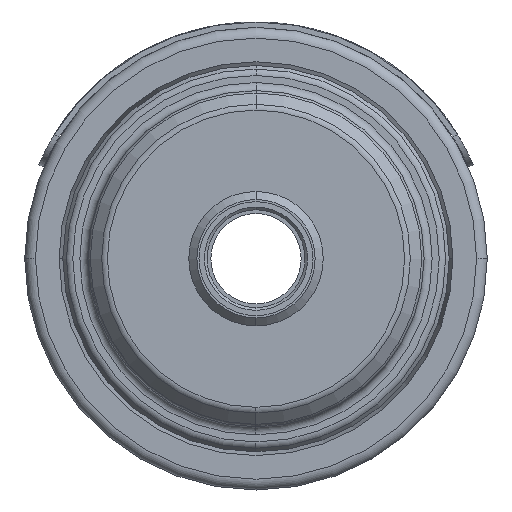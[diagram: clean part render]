
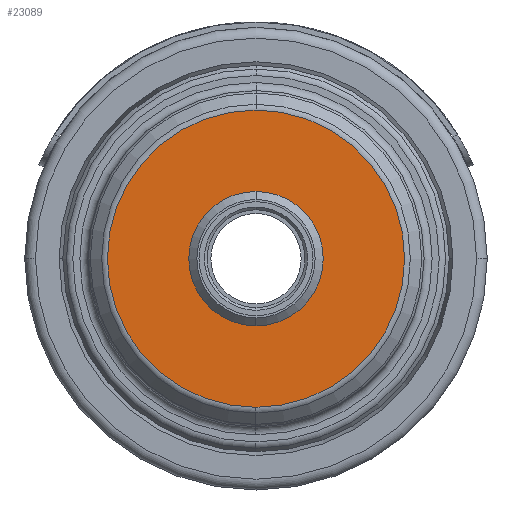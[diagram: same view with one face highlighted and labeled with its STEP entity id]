
A CAD part, left-side view. The second image highlights one B-rep face of the part: STEP entity #23089.
In plain terms, the highlighted planar face has unit normal (-1, 0, 0).
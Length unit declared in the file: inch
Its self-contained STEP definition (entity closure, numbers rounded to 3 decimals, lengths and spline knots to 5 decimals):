
#39 = CARTESIAN_POINT ( 'NONE',  ( 0.23, 0., 0.27629 ) ) ;
#700 = VERTEX_POINT ( 'NONE', #16785 ) ;
#4910 = FACE_BOUND ( 'NONE', #27381, .T. ) ;
#6142 = CARTESIAN_POINT ( 'NONE',  ( 0.23, 0., -0.27629 ) ) ;
#7259 = CIRCLE ( 'NONE', #9668, 0.27629 ) ;
#8083 = DIRECTION ( 'NONE',  ( 0., 0., -1. ) ) ;
#8274 = CARTESIAN_POINT ( 'NONE',  ( 0.23, 0., 0. ) ) ;
#9036 = EDGE_CURVE ( 'NONE', #29410, #30560, #27799, .T. ) ;
#9668 = AXIS2_PLACEMENT_3D ( 'NONE', #8274, #14180, #8083 ) ;
#9669 = CARTESIAN_POINT ( 'NONE',  ( 0.23, 0., -0.121 ) ) ;
#11345 = DIRECTION ( 'NONE',  ( -1., 0., 0. ) ) ;
#12404 = VERTEX_POINT ( 'NONE', #9669 ) ;
#13115 = CARTESIAN_POINT ( 'NONE',  ( 0.23, 0.3125, 0. ) ) ;
#13832 = CARTESIAN_POINT ( 'NONE',  ( 0.23, 0., 0. ) ) ;
#13854 = EDGE_LOOP ( 'NONE', ( #27574, #25600 ) ) ;
#14180 = DIRECTION ( 'NONE',  ( -1., 0., 0. ) ) ;
#15267 = EDGE_CURVE ( 'NONE', #12404, #700, #25165, .T. ) ;
#16785 = CARTESIAN_POINT ( 'NONE',  ( 0.23, 0., 0.121 ) ) ;
#16988 = ORIENTED_EDGE ( 'NONE', *, *, #26438, .T. ) ;
#17020 = AXIS2_PLACEMENT_3D ( 'NONE', #27408, #19433, #33864 ) ;
#19433 = DIRECTION ( 'NONE',  ( 1., 0., 0. ) ) ;
#21868 = EDGE_CURVE ( 'NONE', #30560, #29410, #7259, .T. ) ;
#23089 = ADVANCED_FACE ( 'NONE', ( #30748, #4910 ), #36261, .F. ) ;
#24169 = CARTESIAN_POINT ( 'NONE',  ( 0.23, 0., 0. ) ) ;
#25165 = CIRCLE ( 'NONE', #27567, 0.121 ) ;
#25600 = ORIENTED_EDGE ( 'NONE', *, *, #9036, .T. ) ;
#26438 = EDGE_CURVE ( 'NONE', #700, #12404, #35809, .T. ) ;
#27335 = DIRECTION ( 'NONE',  ( 1., 0., 0. ) ) ;
#27381 = EDGE_LOOP ( 'NONE', ( #32948, #16988 ) ) ;
#27408 = CARTESIAN_POINT ( 'NONE',  ( 0.23, 0., 0. ) ) ;
#27529 = DIRECTION ( 'NONE',  ( 0., 1., 0. ) ) ;
#27567 = AXIS2_PLACEMENT_3D ( 'NONE', #24169, #35742, #30047 ) ;
#27574 = ORIENTED_EDGE ( 'NONE', *, *, #21868, .T. ) ;
#27799 = CIRCLE ( 'NONE', #28402, 0.27629 ) ;
#28402 = AXIS2_PLACEMENT_3D ( 'NONE', #13832, #11345, #36981 ) ;
#29410 = VERTEX_POINT ( 'NONE', #39 ) ;
#30047 = DIRECTION ( 'NONE',  ( 0., 0., -1. ) ) ;
#30560 = VERTEX_POINT ( 'NONE', #6142 ) ;
#30748 = FACE_OUTER_BOUND ( 'NONE', #13854, .T. ) ;
#32948 = ORIENTED_EDGE ( 'NONE', *, *, #15267, .T. ) ;
#33864 = DIRECTION ( 'NONE',  ( 0., 0., -1. ) ) ;
#35742 = DIRECTION ( 'NONE',  ( 1., 0., 0. ) ) ;
#35809 = CIRCLE ( 'NONE', #17020, 0.121 ) ;
#36261 = PLANE ( 'NONE',  #36390 ) ;
#36390 = AXIS2_PLACEMENT_3D ( 'NONE', #13115, #27335, #27529 ) ;
#36981 = DIRECTION ( 'NONE',  ( 0., 0., -1. ) ) ;
